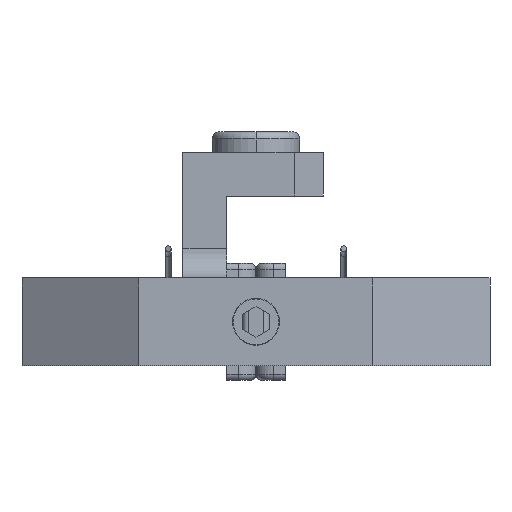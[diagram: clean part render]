
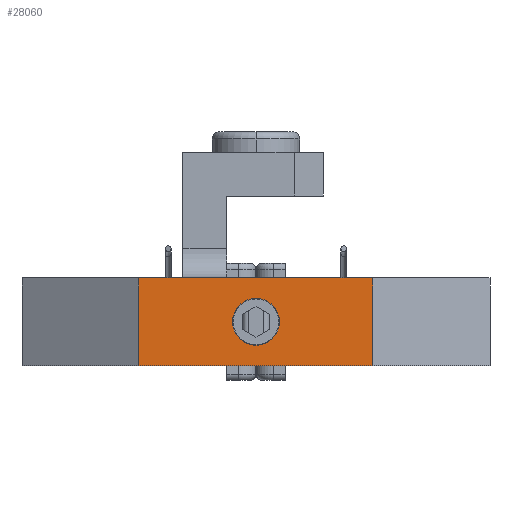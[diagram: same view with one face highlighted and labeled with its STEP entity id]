
A CAD part, left-side view. The second image highlights one B-rep face of the part: STEP entity #28060.
In plain terms, the highlighted planar face has unit normal (-1, 0, 0).
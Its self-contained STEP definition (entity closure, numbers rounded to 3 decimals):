
#308 = CARTESIAN_POINT ( 'NONE',  ( 0., 4., 1.5 ) ) ;
#870 = VERTEX_POINT ( 'NONE', #6664 ) ;
#1011 = LINE ( 'NONE', #15406, #7666 ) ;
#1072 = EDGE_CURVE ( 'NONE', #1615, #17972, #1011, .T. ) ;
#1232 = DIRECTION ( 'NONE',  ( 0., 0., 1. ) ) ;
#1310 = FACE_BOUND ( 'NONE', #17236, .T. ) ;
#1615 = VERTEX_POINT ( 'NONE', #20896 ) ;
#3945 = DIRECTION ( 'NONE',  ( 0., 0., 1. ) ) ;
#5621 = EDGE_CURVE ( 'NONE', #1615, #31958, #8249, .T. ) ;
#5895 = VECTOR ( 'NONE', #14496, 1000. ) ;
#6531 = EDGE_CURVE ( 'NONE', #12094, #870, #17240, .T. ) ;
#6664 = CARTESIAN_POINT ( 'NONE',  ( 0., 0., -0.8 ) ) ;
#7666 = VECTOR ( 'NONE', #9926, 1000. ) ;
#8249 = LINE ( 'NONE', #21367, #5895 ) ;
#8768 = CARTESIAN_POINT ( 'NONE',  ( 0., -4., -1.5 ) ) ;
#9107 = ORIENTED_EDGE ( 'NONE', *, *, #11014, .T. ) ;
#9140 = CARTESIAN_POINT ( 'NONE',  ( 0., -4., 1.5 ) ) ;
#9609 = CARTESIAN_POINT ( 'NONE',  ( 0., -4., -1.5 ) ) ;
#9926 = DIRECTION ( 'NONE',  ( 0., 0., 1. ) ) ;
#9935 = AXIS2_PLACEMENT_3D ( 'NONE', #21126, #23667, #1232 ) ;
#11014 = EDGE_CURVE ( 'NONE', #31958, #25961, #31481, .T. ) ;
#12094 = VERTEX_POINT ( 'NONE', #28346 ) ;
#12383 = ORIENTED_EDGE ( 'NONE', *, *, #6531, .F. ) ;
#13213 = AXIS2_PLACEMENT_3D ( 'NONE', #26713, #26820, #3945 ) ;
#14488 = EDGE_LOOP ( 'NONE', ( #9107, #27811, #32320, #21830 ) ) ;
#14496 = DIRECTION ( 'NONE',  ( 0., -1., 0. ) ) ;
#15406 = CARTESIAN_POINT ( 'NONE',  ( 0., 4., -1.5 ) ) ;
#17236 = EDGE_LOOP ( 'NONE', ( #12383, #17761 ) ) ;
#17240 = CIRCLE ( 'NONE', #17403, 0.8 ) ;
#17403 = AXIS2_PLACEMENT_3D ( 'NONE', #22144, #31893, #19494 ) ;
#17659 = EDGE_CURVE ( 'NONE', #870, #12094, #24552, .T. ) ;
#17761 = ORIENTED_EDGE ( 'NONE', *, *, #17659, .F. ) ;
#17972 = VERTEX_POINT ( 'NONE', #308 ) ;
#19276 = VECTOR ( 'NONE', #29866, 1000. ) ;
#19494 = DIRECTION ( 'NONE',  ( 0., 0., 1. ) ) ;
#20896 = CARTESIAN_POINT ( 'NONE',  ( 0., 4., -1.5 ) ) ;
#20959 = FACE_OUTER_BOUND ( 'NONE', #14488, .T. ) ;
#21126 = CARTESIAN_POINT ( 'NONE',  ( 0., 0., 0. ) ) ;
#21367 = CARTESIAN_POINT ( 'NONE',  ( 0., -4., -1.5 ) ) ;
#21830 = ORIENTED_EDGE ( 'NONE', *, *, #5621, .T. ) ;
#22144 = CARTESIAN_POINT ( 'NONE',  ( 0., 0., 0. ) ) ;
#23302 = VECTOR ( 'NONE', #26788, 1000. ) ;
#23667 = DIRECTION ( 'NONE',  ( -1., 0., 0. ) ) ;
#24552 = CIRCLE ( 'NONE', #9935, 0.8 ) ;
#24872 = LINE ( 'NONE', #9140, #23302 ) ;
#25961 = VERTEX_POINT ( 'NONE', #27144 ) ;
#26713 = CARTESIAN_POINT ( 'NONE',  ( 0., -4., -1.5 ) ) ;
#26788 = DIRECTION ( 'NONE',  ( 0., -1., 0. ) ) ;
#26820 = DIRECTION ( 'NONE',  ( -1., 0., 0. ) ) ;
#27144 = CARTESIAN_POINT ( 'NONE',  ( 0., -4., 1.5 ) ) ;
#27811 = ORIENTED_EDGE ( 'NONE', *, *, #28596, .F. ) ;
#28060 = ADVANCED_FACE ( 'NONE', ( #1310, #20959 ), #29339, .T. ) ;
#28346 = CARTESIAN_POINT ( 'NONE',  ( 0., 0., 0.8 ) ) ;
#28596 = EDGE_CURVE ( 'NONE', #17972, #25961, #24872, .T. ) ;
#29339 = PLANE ( 'NONE',  #13213 ) ;
#29866 = DIRECTION ( 'NONE',  ( 0., 0., 1. ) ) ;
#31481 = LINE ( 'NONE', #9609, #19276 ) ;
#31893 = DIRECTION ( 'NONE',  ( -1., 0., 0. ) ) ;
#31958 = VERTEX_POINT ( 'NONE', #8768 ) ;
#32320 = ORIENTED_EDGE ( 'NONE', *, *, #1072, .F. ) ;
